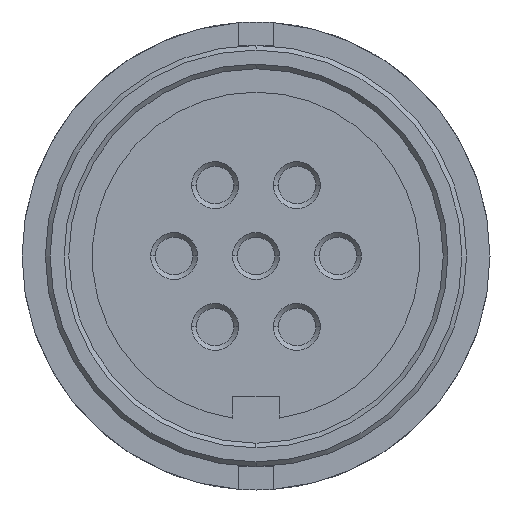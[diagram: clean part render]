
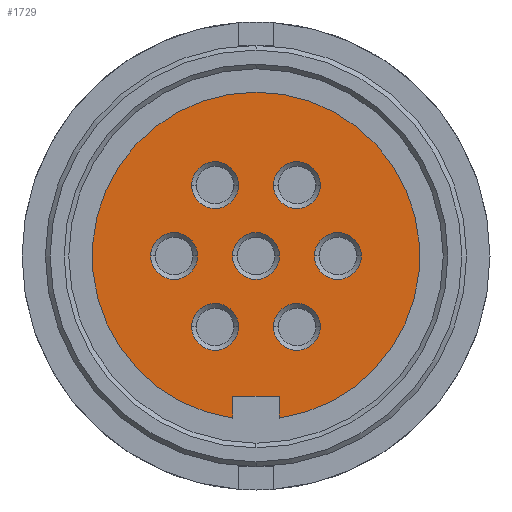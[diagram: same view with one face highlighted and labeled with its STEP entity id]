
A CAD part, front view. The second image highlights one B-rep face of the part: STEP entity #1729.
In plain terms, the highlighted planar face has unit normal (0, -1, 0).
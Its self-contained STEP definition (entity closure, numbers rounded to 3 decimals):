
#515=CARTESIAN_POINT('',(0.,-12.5,7.0));
#516=VERTEX_POINT('',#515);
#525=CARTESIAN_POINT('',(1.,-12.5,-6.928));
#526=VERTEX_POINT('',#525);
#527=CARTESIAN_POINT('',(0.0,-12.5,0.));
#528=DIRECTION('',(0.0,1.0,0.0));
#529=DIRECTION('',(0.0,0.0,1.0));
#530=AXIS2_PLACEMENT_3D('',#527,#528,#529);
#531=CIRCLE('',#530,7.);
#532=EDGE_CURVE('',#516,#526,#531,.T.);
#599=CARTESIAN_POINT('',(-0.75,-12.5,3.03));
#600=VERTEX_POINT('',#599);
#608=CARTESIAN_POINT('',(-2.75,-12.5,3.03));
#609=VERTEX_POINT('',#608);
#616=CARTESIAN_POINT('',(-1.75,-12.5,3.03));
#617=DIRECTION('',(0.0,-1.0,0.0));
#618=DIRECTION('',(1.0,0.0,0.0));
#619=AXIS2_PLACEMENT_3D('',#616,#617,#618);
#620=CIRCLE('',#619,1.);
#621=EDGE_CURVE('',#609,#600,#620,.T.);
#673=CARTESIAN_POINT('',(2.75,-12.5,3.03));
#674=VERTEX_POINT('',#673);
#682=CARTESIAN_POINT('',(0.75,-12.5,3.03));
#683=VERTEX_POINT('',#682);
#690=CARTESIAN_POINT('',(1.75,-12.5,3.03));
#691=DIRECTION('',(0.0,-1.0,0.0));
#692=DIRECTION('',(1.0,0.0,0.0));
#693=AXIS2_PLACEMENT_3D('',#690,#691,#692);
#694=CIRCLE('',#693,1.);
#695=EDGE_CURVE('',#683,#674,#694,.T.);
#747=CARTESIAN_POINT('',(-0.75,-12.5,-3.03));
#748=VERTEX_POINT('',#747);
#756=CARTESIAN_POINT('',(-2.75,-12.5,-3.03));
#757=VERTEX_POINT('',#756);
#764=CARTESIAN_POINT('',(-1.75,-12.5,-3.03));
#765=DIRECTION('',(0.0,-1.0,0.0));
#766=DIRECTION('',(1.0,0.0,0.0));
#767=AXIS2_PLACEMENT_3D('',#764,#765,#766);
#768=CIRCLE('',#767,1.);
#769=EDGE_CURVE('',#757,#748,#768,.T.);
#821=CARTESIAN_POINT('',(2.75,-12.5,-3.03));
#822=VERTEX_POINT('',#821);
#830=CARTESIAN_POINT('',(0.75,-12.5,-3.03));
#831=VERTEX_POINT('',#830);
#838=CARTESIAN_POINT('',(1.75,-12.5,-3.03));
#839=DIRECTION('',(0.0,-1.0,0.0));
#840=DIRECTION('',(1.0,0.0,0.0));
#841=AXIS2_PLACEMENT_3D('',#838,#839,#840);
#842=CIRCLE('',#841,1.);
#843=EDGE_CURVE('',#831,#822,#842,.T.);
#895=CARTESIAN_POINT('',(-2.5,-12.5,0.));
#896=VERTEX_POINT('',#895);
#904=CARTESIAN_POINT('',(-4.5,-12.5,0.));
#905=VERTEX_POINT('',#904);
#912=CARTESIAN_POINT('',(-3.5,-12.5,0.));
#913=DIRECTION('',(0.0,-1.0,0.0));
#914=DIRECTION('',(1.0,0.0,0.0));
#915=AXIS2_PLACEMENT_3D('',#912,#913,#914);
#916=CIRCLE('',#915,1.);
#917=EDGE_CURVE('',#905,#896,#916,.T.);
#969=CARTESIAN_POINT('',(4.5,-12.5,0.));
#970=VERTEX_POINT('',#969);
#978=CARTESIAN_POINT('',(2.5,-12.5,0.));
#979=VERTEX_POINT('',#978);
#986=CARTESIAN_POINT('',(3.5,-12.5,0.));
#987=DIRECTION('',(0.0,-1.0,0.0));
#988=DIRECTION('',(1.0,0.0,0.0));
#989=AXIS2_PLACEMENT_3D('',#986,#987,#988);
#990=CIRCLE('',#989,1.);
#991=EDGE_CURVE('',#979,#970,#990,.T.);
#1043=CARTESIAN_POINT('',(1.,-12.5,0.));
#1044=VERTEX_POINT('',#1043);
#1052=CARTESIAN_POINT('',(-1.,-12.5,0.));
#1053=VERTEX_POINT('',#1052);
#1060=CARTESIAN_POINT('',(0.0,-12.5,0.));
#1061=DIRECTION('',(0.0,-1.0,0.0));
#1062=DIRECTION('',(1.0,0.0,0.0));
#1063=AXIS2_PLACEMENT_3D('',#1060,#1061,#1062);
#1064=CIRCLE('',#1063,1.);
#1065=EDGE_CURVE('',#1053,#1044,#1064,.T.);
#1608=CARTESIAN_POINT('',(0.0,-12.5,0.));
#1609=DIRECTION('',(0.0,-1.0,0.0));
#1610=DIRECTION('',(1.0,0.0,0.0));
#1611=AXIS2_PLACEMENT_3D('',#1608,#1609,#1610);
#1612=CIRCLE('',#1611,1.);
#1613=EDGE_CURVE('',#1044,#1053,#1612,.T.);
#1626=CARTESIAN_POINT('',(0.0,-12.5,3.5));
#1627=DIRECTION('',(0.0,-1.0,0.0));
#1628=DIRECTION('',(0.0,0.0,-1.0));
#1629=AXIS2_PLACEMENT_3D('',#1626,#1627,#1628);
#1630=PLANE('',#1629);
#1631=CARTESIAN_POINT('',(-1.,-12.5,-6.928));
#1632=VERTEX_POINT('',#1631);
#1633=CARTESIAN_POINT('',(-1.,-12.5,-6.));
#1634=VERTEX_POINT('',#1633);
#1635=CARTESIAN_POINT('',(-1.,-12.5,-6.928));
#1636=DIRECTION('',(0.0,0.0,1.0));
#1637=VECTOR('',#1636,0.928);
#1638=LINE('',#1635,#1637);
#1639=EDGE_CURVE('',#1632,#1634,#1638,.T.);
#1640=ORIENTED_EDGE('',*,*,#1639,.T.);
#1641=CARTESIAN_POINT('',(1.,-12.5,-6.));
#1642=VERTEX_POINT('',#1641);
#1643=CARTESIAN_POINT('',(-1.,-12.5,-6.));
#1644=DIRECTION('',(1.0,0.0,0.0));
#1645=VECTOR('',#1644,2.0);
#1646=LINE('',#1643,#1645);
#1647=EDGE_CURVE('',#1634,#1642,#1646,.T.);
#1648=ORIENTED_EDGE('',*,*,#1647,.T.);
#1649=CARTESIAN_POINT('',(1.,-12.5,-6.));
#1650=DIRECTION('',(0.0,0.0,-1.0));
#1651=VECTOR('',#1650,0.928);
#1652=LINE('',#1649,#1651);
#1653=EDGE_CURVE('',#1642,#526,#1652,.T.);
#1654=ORIENTED_EDGE('',*,*,#1653,.T.);
#1655=ORIENTED_EDGE('',*,*,#532,.F.);
#1656=CARTESIAN_POINT('',(0.0,-12.5,0.));
#1657=DIRECTION('',(0.0,1.0,0.0));
#1658=DIRECTION('',(0.0,0.0,1.0));
#1659=AXIS2_PLACEMENT_3D('',#1656,#1657,#1658);
#1660=CIRCLE('',#1659,7.);
#1661=EDGE_CURVE('',#1632,#516,#1660,.T.);
#1662=ORIENTED_EDGE('',*,*,#1661,.F.);
#1663=EDGE_LOOP('',(#1640,#1648,#1654,#1655,#1662));
#1664=FACE_OUTER_BOUND('',#1663,.T.);
#1665=ORIENTED_EDGE('',*,*,#991,.F.);
#1666=CARTESIAN_POINT('',(3.5,-12.5,0.));
#1667=DIRECTION('',(0.0,-1.0,0.0));
#1668=DIRECTION('',(1.0,0.0,0.0));
#1669=AXIS2_PLACEMENT_3D('',#1666,#1667,#1668);
#1670=CIRCLE('',#1669,1.);
#1671=EDGE_CURVE('',#970,#979,#1670,.T.);
#1672=ORIENTED_EDGE('',*,*,#1671,.F.);
#1673=EDGE_LOOP('',(#1665,#1672));
#1674=FACE_BOUND('',#1673,.T.);
#1675=ORIENTED_EDGE('',*,*,#843,.F.);
#1676=CARTESIAN_POINT('',(1.75,-12.5,-3.03));
#1677=DIRECTION('',(0.0,-1.0,0.0));
#1678=DIRECTION('',(1.0,0.0,0.0));
#1679=AXIS2_PLACEMENT_3D('',#1676,#1677,#1678);
#1680=CIRCLE('',#1679,1.);
#1681=EDGE_CURVE('',#822,#831,#1680,.T.);
#1682=ORIENTED_EDGE('',*,*,#1681,.F.);
#1683=EDGE_LOOP('',(#1675,#1682));
#1684=FACE_BOUND('',#1683,.T.);
#1685=ORIENTED_EDGE('',*,*,#695,.F.);
#1686=CARTESIAN_POINT('',(1.75,-12.5,3.03));
#1687=DIRECTION('',(0.0,-1.0,0.0));
#1688=DIRECTION('',(1.0,0.0,0.0));
#1689=AXIS2_PLACEMENT_3D('',#1686,#1687,#1688);
#1690=CIRCLE('',#1689,1.);
#1691=EDGE_CURVE('',#674,#683,#1690,.T.);
#1692=ORIENTED_EDGE('',*,*,#1691,.F.);
#1693=EDGE_LOOP('',(#1685,#1692));
#1694=FACE_BOUND('',#1693,.T.);
#1695=ORIENTED_EDGE('',*,*,#621,.F.);
#1696=CARTESIAN_POINT('',(-1.75,-12.5,3.03));
#1697=DIRECTION('',(0.0,-1.0,0.0));
#1698=DIRECTION('',(1.0,0.0,0.0));
#1699=AXIS2_PLACEMENT_3D('',#1696,#1697,#1698);
#1700=CIRCLE('',#1699,1.);
#1701=EDGE_CURVE('',#600,#609,#1700,.T.);
#1702=ORIENTED_EDGE('',*,*,#1701,.F.);
#1703=EDGE_LOOP('',(#1695,#1702));
#1704=FACE_BOUND('',#1703,.T.);
#1705=ORIENTED_EDGE('',*,*,#769,.F.);
#1706=CARTESIAN_POINT('',(-1.75,-12.5,-3.03));
#1707=DIRECTION('',(0.0,-1.0,0.0));
#1708=DIRECTION('',(1.0,0.0,0.0));
#1709=AXIS2_PLACEMENT_3D('',#1706,#1707,#1708);
#1710=CIRCLE('',#1709,1.);
#1711=EDGE_CURVE('',#748,#757,#1710,.T.);
#1712=ORIENTED_EDGE('',*,*,#1711,.F.);
#1713=EDGE_LOOP('',(#1705,#1712));
#1714=FACE_BOUND('',#1713,.T.);
#1715=ORIENTED_EDGE('',*,*,#917,.F.);
#1716=CARTESIAN_POINT('',(-3.5,-12.5,0.));
#1717=DIRECTION('',(0.0,-1.0,0.0));
#1718=DIRECTION('',(1.0,0.0,0.0));
#1719=AXIS2_PLACEMENT_3D('',#1716,#1717,#1718);
#1720=CIRCLE('',#1719,1.);
#1721=EDGE_CURVE('',#896,#905,#1720,.T.);
#1722=ORIENTED_EDGE('',*,*,#1721,.F.);
#1723=EDGE_LOOP('',(#1715,#1722));
#1724=FACE_BOUND('',#1723,.T.);
#1725=ORIENTED_EDGE('',*,*,#1065,.F.);
#1726=ORIENTED_EDGE('',*,*,#1613,.F.);
#1727=EDGE_LOOP('',(#1725,#1726));
#1728=FACE_BOUND('',#1727,.T.);
#1729=ADVANCED_FACE('',(#1664,#1674,#1684,#1694,#1704,#1714,#1724,#1728),#1630,.T.);
